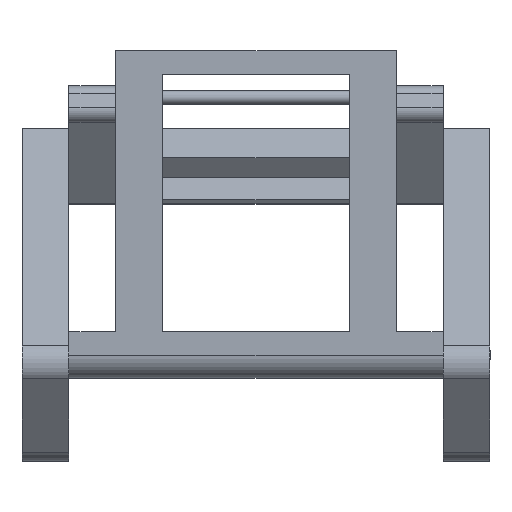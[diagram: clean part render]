
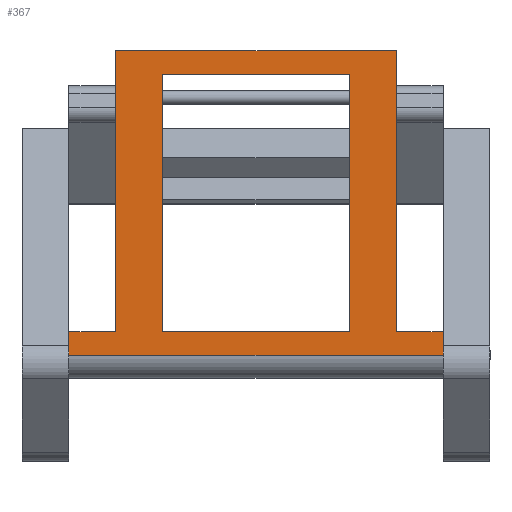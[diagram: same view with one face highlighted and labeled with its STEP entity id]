
A CAD part, left-side view. The second image highlights one B-rep face of the part: STEP entity #367.
In plain terms, the highlighted planar face has unit normal (-1, 0, 0).
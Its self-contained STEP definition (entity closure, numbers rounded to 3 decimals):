
#145=CARTESIAN_POINT('Vertex',(-5.,30.,-25.)) ;
#148=CARTESIAN_POINT('Line Origine',(-5.,30.,2.5)) ;
#152=CARTESIAN_POINT('Vertex',(-5.,30.,30.)) ;
#228=CARTESIAN_POINT('Line Origine',(-5.,35.,-25.)) ;
#232=CARTESIAN_POINT('Vertex',(-5.,40.,-25.)) ;
#262=CARTESIAN_POINT('Axis2P3D Location',(-5.,0.,0.)) ;
#267=CARTESIAN_POINT('Line Origine',(-5.,0.,-30.)) ;
#271=CARTESIAN_POINT('Vertex',(-5.,-40.,-30.)) ;
#273=CARTESIAN_POINT('Vertex',(-5.,40.,-30.)) ;
#276=CARTESIAN_POINT('Line Origine',(-5.,-40.,-27.5)) ;
#280=CARTESIAN_POINT('Vertex',(-5.,-40.,-25.)) ;
#283=CARTESIAN_POINT('Line Origine',(-5.,-35.,-25.)) ;
#287=CARTESIAN_POINT('Vertex',(-5.,-30.,-25.)) ;
#290=CARTESIAN_POINT('Line Origine',(-5.,-30.,2.5)) ;
#294=CARTESIAN_POINT('Vertex',(-5.,-30.,30.)) ;
#297=CARTESIAN_POINT('Line Origine',(-5.,-30.,32.5)) ;
#301=CARTESIAN_POINT('Vertex',(-5.,-30.,35.)) ;
#304=CARTESIAN_POINT('Line Origine',(-5.,0.,35.)) ;
#308=CARTESIAN_POINT('Vertex',(-5.,30.,35.)) ;
#311=CARTESIAN_POINT('Line Origine',(-5.,30.,32.5)) ;
#316=CARTESIAN_POINT('Line Origine',(-5.,40.,-27.5)) ;
#333=CARTESIAN_POINT('Line Origine',(-5.,0.,-25.)) ;
#337=CARTESIAN_POINT('Vertex',(-5.,-20.,-25.)) ;
#339=CARTESIAN_POINT('Vertex',(-5.,20.,-25.)) ;
#342=CARTESIAN_POINT('Line Origine',(-5.,20.,2.5)) ;
#346=CARTESIAN_POINT('Vertex',(-5.,20.,30.)) ;
#349=CARTESIAN_POINT('Line Origine',(-5.,0.,30.)) ;
#353=CARTESIAN_POINT('Vertex',(-5.,-20.,30.)) ;
#356=CARTESIAN_POINT('Line Origine',(-5.,-20.,2.5)) ;
#150=VECTOR('Line Direction',#149,1.) ;
#230=VECTOR('Line Direction',#229,1.) ;
#269=VECTOR('Line Direction',#268,1.) ;
#278=VECTOR('Line Direction',#277,1.) ;
#285=VECTOR('Line Direction',#284,1.) ;
#292=VECTOR('Line Direction',#291,1.) ;
#299=VECTOR('Line Direction',#298,1.) ;
#306=VECTOR('Line Direction',#305,1.) ;
#313=VECTOR('Line Direction',#312,1.) ;
#318=VECTOR('Line Direction',#317,1.) ;
#335=VECTOR('Line Direction',#334,1.) ;
#344=VECTOR('Line Direction',#343,1.) ;
#351=VECTOR('Line Direction',#350,1.) ;
#358=VECTOR('Line Direction',#357,1.) ;
#149=DIRECTION('Vector Direction',(0.,0.,-1.)) ;
#229=DIRECTION('Vector Direction',(0.,1.,0.)) ;
#263=DIRECTION('Axis2P3D Direction',(1.,0.,0.)) ;
#264=DIRECTION('Axis2P3D XDirection',(0.,1.,0.)) ;
#268=DIRECTION('Vector Direction',(0.,-1.,0.)) ;
#277=DIRECTION('Vector Direction',(0.,0.,1.)) ;
#284=DIRECTION('Vector Direction',(0.,-1.,0.)) ;
#291=DIRECTION('Vector Direction',(0.,0.,1.)) ;
#298=DIRECTION('Vector Direction',(0.,0.,1.)) ;
#305=DIRECTION('Vector Direction',(0.,1.,0.)) ;
#312=DIRECTION('Vector Direction',(0.,0.,1.)) ;
#317=DIRECTION('Vector Direction',(0.,0.,-1.)) ;
#334=DIRECTION('Vector Direction',(0.,1.,0.)) ;
#343=DIRECTION('Vector Direction',(0.,0.,-1.)) ;
#350=DIRECTION('Vector Direction',(0.,1.,0.)) ;
#357=DIRECTION('Vector Direction',(0.,0.,1.)) ;
#265=AXIS2_PLACEMENT_3D('Plane Axis2P3D',#262,#263,#264) ;
#151=LINE('Line',#148,#150) ;
#231=LINE('Line',#228,#230) ;
#270=LINE('Line',#267,#269) ;
#279=LINE('Line',#276,#278) ;
#286=LINE('Line',#283,#285) ;
#293=LINE('Line',#290,#292) ;
#300=LINE('Line',#297,#299) ;
#307=LINE('Line',#304,#306) ;
#314=LINE('Line',#311,#313) ;
#319=LINE('Line',#316,#318) ;
#336=LINE('Line',#333,#335) ;
#345=LINE('Line',#342,#344) ;
#352=LINE('Line',#349,#351) ;
#359=LINE('Line',#356,#358) ;
#266=PLANE('',#265) ;
#366=FACE_BOUND('',#361,.T.) ;
#154=EDGE_CURVE('',#146,#153,#151,.F.) ;
#234=EDGE_CURVE('',#233,#146,#231,.F.) ;
#275=EDGE_CURVE('',#272,#274,#270,.F.) ;
#282=EDGE_CURVE('',#281,#272,#279,.F.) ;
#289=EDGE_CURVE('',#288,#281,#286,.T.) ;
#296=EDGE_CURVE('',#295,#288,#293,.F.) ;
#303=EDGE_CURVE('',#302,#295,#300,.F.) ;
#310=EDGE_CURVE('',#309,#302,#307,.F.) ;
#315=EDGE_CURVE('',#153,#309,#314,.T.) ;
#320=EDGE_CURVE('',#274,#233,#319,.F.) ;
#341=EDGE_CURVE('',#338,#340,#336,.T.) ;
#348=EDGE_CURVE('',#340,#347,#345,.F.) ;
#355=EDGE_CURVE('',#347,#354,#352,.F.) ;
#360=EDGE_CURVE('',#354,#338,#359,.F.) ;
#322=ORIENTED_EDGE('',*,*,#275,.F.) ;
#323=ORIENTED_EDGE('',*,*,#282,.F.) ;
#324=ORIENTED_EDGE('',*,*,#289,.F.) ;
#325=ORIENTED_EDGE('',*,*,#296,.F.) ;
#326=ORIENTED_EDGE('',*,*,#303,.F.) ;
#327=ORIENTED_EDGE('',*,*,#310,.F.) ;
#328=ORIENTED_EDGE('',*,*,#315,.F.) ;
#329=ORIENTED_EDGE('',*,*,#154,.F.) ;
#330=ORIENTED_EDGE('',*,*,#234,.F.) ;
#331=ORIENTED_EDGE('',*,*,#320,.F.) ;
#362=ORIENTED_EDGE('',*,*,#341,.T.) ;
#363=ORIENTED_EDGE('',*,*,#348,.T.) ;
#364=ORIENTED_EDGE('',*,*,#355,.T.) ;
#365=ORIENTED_EDGE('',*,*,#360,.T.) ;
#321=EDGE_LOOP('',(#322,#323,#324,#325,#326,#327,#328,#329,#330,#331)) ;
#361=EDGE_LOOP('',(#362,#363,#364,#365)) ;
#146=VERTEX_POINT('',#145) ;
#153=VERTEX_POINT('',#152) ;
#233=VERTEX_POINT('',#232) ;
#272=VERTEX_POINT('',#271) ;
#274=VERTEX_POINT('',#273) ;
#281=VERTEX_POINT('',#280) ;
#288=VERTEX_POINT('',#287) ;
#295=VERTEX_POINT('',#294) ;
#302=VERTEX_POINT('',#301) ;
#309=VERTEX_POINT('',#308) ;
#338=VERTEX_POINT('',#337) ;
#340=VERTEX_POINT('',#339) ;
#347=VERTEX_POINT('',#346) ;
#354=VERTEX_POINT('',#353) ;
#367=ADVANCED_FACE('PartBody',(#332,#366),#266,.F.) ;
#332=FACE_OUTER_BOUND('',#321,.T.) ;
